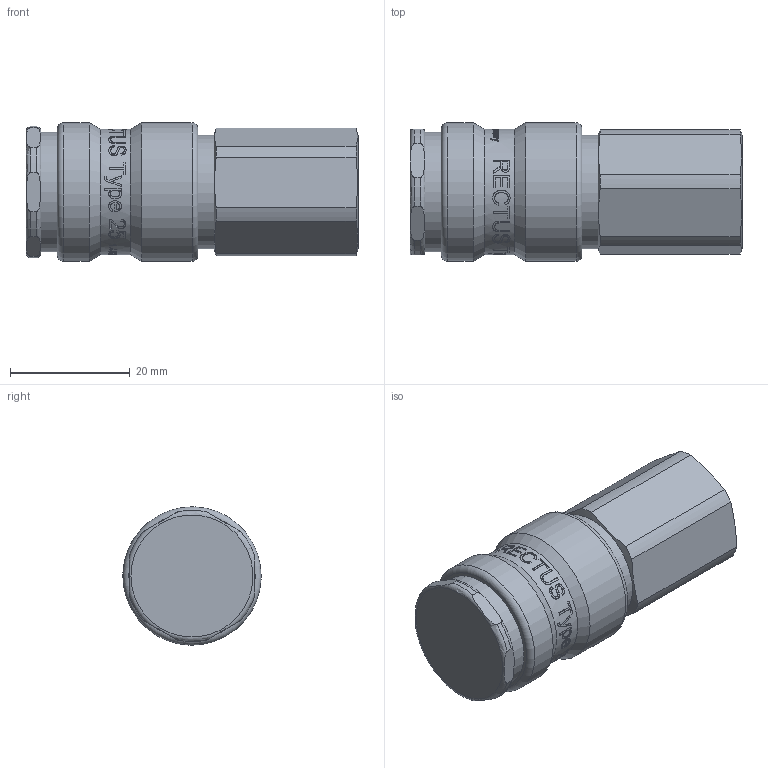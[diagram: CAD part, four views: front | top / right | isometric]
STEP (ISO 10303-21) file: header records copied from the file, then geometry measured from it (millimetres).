
FILE_DESCRIPTION((''),'2;1');
FILE_NAME('25kbiw13rvx.stp','2014-03-10T07:45:20',('IA176480'),(''),'Autodesk Inventor 2013','Autodesk Inventor 2013','');
FILE_SCHEMA(('AUTOMOTIVE_DESIGN { 1 0 10303 214 1 1 1 1 }'));
Length unit declared in the file: millimetre
Products named in the file (1): D109498
Bounding box: 55.5 x 23.14 x 23.14 mm (x, y, z)
Volume: 17409.8 mm3; surface area: 8224.3 mm2
Topology: 2 solids, 3 shells, 602 faces, 1596 edges, 1060 vertices
Faces by surface type: bspline 288, plane 211, cylinder 83, cone 15, torus 5
Full cylindrical faces by diameter (mm): 11.445 x1, 14 x1, 15.111 x1, 15.3 x1, 15.6 x1, 16 x1, 17.25 x1, 18.95 x1, 19.35 x1, 20 x1, 20.05 x1, 21 x1, 23.15 x2
Entity records: 90386 total; most frequent: CARTESIAN_POINT 77243, ORIENTED_EDGE 3098, DIRECTION 1565, EDGE_CURVE 1549, VERTEX_POINT 1048, B_SPLINE_CURVE_WITH_KNOTS 774, EDGE_LOOP 701, FACE_OUTER_BOUND 602
